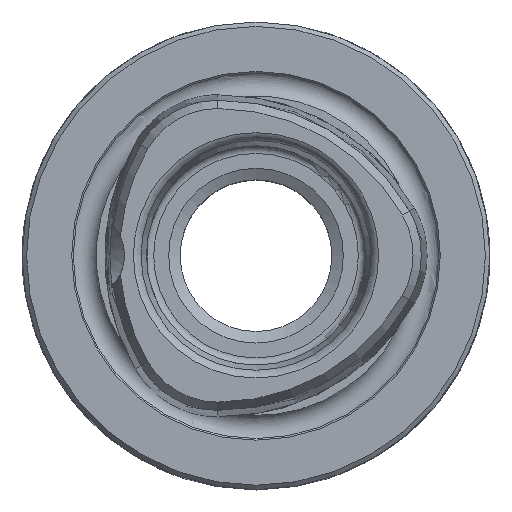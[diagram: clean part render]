
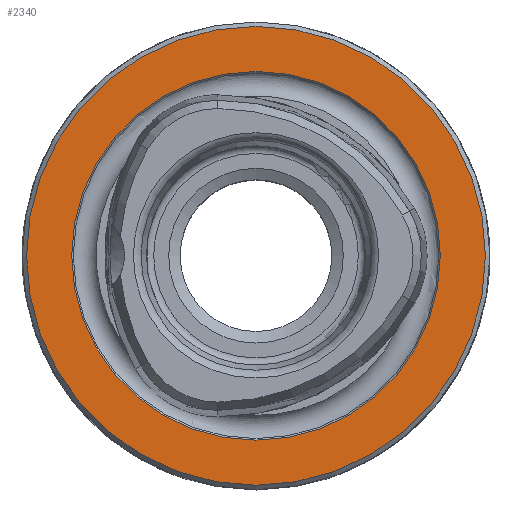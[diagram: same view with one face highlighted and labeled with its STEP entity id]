
A CAD part, top view. The second image highlights one B-rep face of the part: STEP entity #2340.
In plain terms, the highlighted planar face has unit normal (0, 0, 1).
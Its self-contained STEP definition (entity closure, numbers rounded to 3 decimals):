
#253=PLANE('',#2528);
#576=ORIENTED_EDGE('',*,*,#857,.T.);
#577=ORIENTED_EDGE('',*,*,#855,.F.);
#855=EDGE_CURVE('',#1020,#1020,#1146,.T.);
#857=EDGE_CURVE('',#1023,#1023,#1148,.T.);
#1020=VERTEX_POINT('',#3557);
#1023=VERTEX_POINT('',#3564);
#1146=CIRCLE('',#2525,12.614);
#1148=CIRCLE('',#2529,15.7);
#1260=EDGE_LOOP('',(#576));
#1261=EDGE_LOOP('',(#577));
#1421=FACE_BOUND('',#1260,.T.);
#1422=FACE_BOUND('',#1261,.T.);
#2340=ADVANCED_FACE('',(#1421,#1422),#253,.T.);
#2525=AXIS2_PLACEMENT_3D('',#3556,#2899,#2900);
#2528=AXIS2_PLACEMENT_3D('',#3562,#2905,#2906);
#2529=AXIS2_PLACEMENT_3D('',#3563,#2907,#2908);
#2899=DIRECTION('',(0.,0.,1.));
#2900=DIRECTION('',(1.,0.,0.));
#2905=DIRECTION('',(0.,0.,1.));
#2906=DIRECTION('',(1.,0.,0.));
#2907=DIRECTION('',(0.,0.,1.));
#2908=DIRECTION('',(1.,0.,0.));
#3556=CARTESIAN_POINT('',(0.,0.,0.));
#3557=CARTESIAN_POINT('',(12.614,0.,0.));
#3562=CARTESIAN_POINT('',(12.25,0.,0.));
#3563=CARTESIAN_POINT('',(0.,0.,0.));
#3564=CARTESIAN_POINT('',(15.7,0.,0.));
